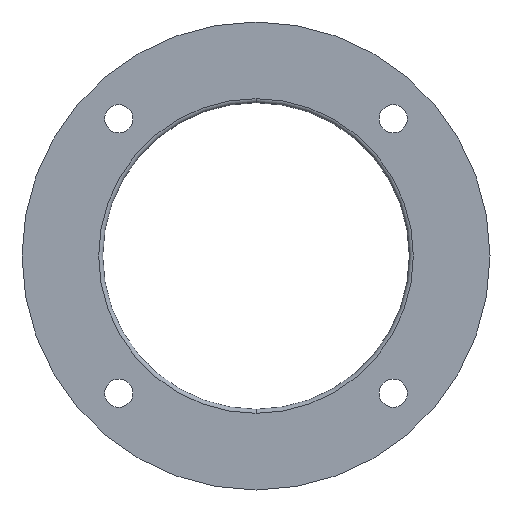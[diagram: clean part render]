
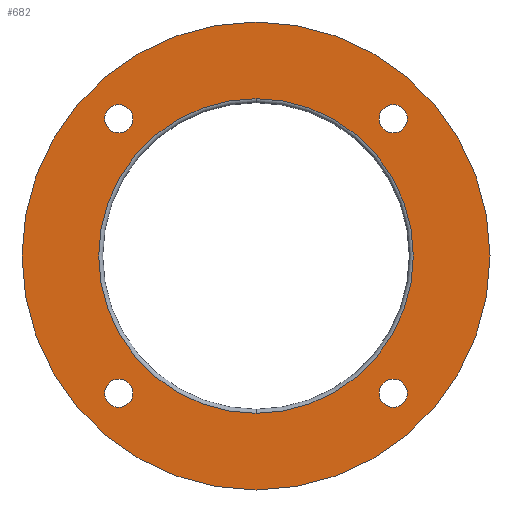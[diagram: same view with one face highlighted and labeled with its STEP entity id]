
A CAD part, front view. The second image highlights one B-rep face of the part: STEP entity #682.
In plain terms, the highlighted planar face has unit normal (0, -1, 0).
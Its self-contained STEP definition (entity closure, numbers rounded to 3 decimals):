
#3 = DIRECTION ( 'NONE',  ( 0., 1., 0. ) ) ;
#5 = VERTEX_POINT ( 'NONE', #403 ) ;
#8 = CIRCLE ( 'NONE', #204, 145. ) ;
#10 = CARTESIAN_POINT ( 'NONE',  ( 0., -15., 0. ) ) ;
#11 = EDGE_CURVE ( 'NONE', #374, #179, #54, .T. ) ;
#16 = CARTESIAN_POINT ( 'NONE',  ( 0., -15., 0. ) ) ;
#19 = EDGE_CURVE ( 'NONE', #315, #43, #8, .T. ) ;
#20 = DIRECTION ( 'NONE',  ( 0., 0., 1. ) ) ;
#29 = DIRECTION ( 'NONE',  ( 0., 0., 1. ) ) ;
#31 = DIRECTION ( 'NONE',  ( 0., 0., 1. ) ) ;
#33 = FACE_BOUND ( 'NONE', #538, .T. ) ;
#37 = ORIENTED_EDGE ( 'NONE', *, *, #62, .T. ) ;
#38 = PLANE ( 'NONE',  #668 ) ;
#39 = CARTESIAN_POINT ( 'NONE',  ( 0., -15., -97.5 ) ) ;
#42 = CARTESIAN_POINT ( 'NONE',  ( 0., -15., 97.5 ) ) ;
#43 = VERTEX_POINT ( 'NONE', #614 ) ;
#51 = CARTESIAN_POINT ( 'NONE',  ( 85., -15., 93.75 ) ) ;
#54 = CIRCLE ( 'NONE', #65, 8.75 ) ;
#56 = CARTESIAN_POINT ( 'NONE',  ( 85., -15., 85. ) ) ;
#57 = DIRECTION ( 'NONE',  ( 0., 1., 0. ) ) ;
#62 = EDGE_CURVE ( 'NONE', #484, #243, #141, .T. ) ;
#65 = AXIS2_PLACEMENT_3D ( 'NONE', #490, #628, #647 ) ;
#70 = DIRECTION ( 'NONE',  ( 0., 1., 0. ) ) ;
#85 = DIRECTION ( 'NONE',  ( 0., 0., 1. ) ) ;
#86 = AXIS2_PLACEMENT_3D ( 'NONE', #130, #671, #634 ) ;
#89 = CIRCLE ( 'NONE', #431, 97.5 ) ;
#101 = CARTESIAN_POINT ( 'NONE',  ( 85., -15., -85. ) ) ;
#105 = FACE_OUTER_BOUND ( 'NONE', #503, .T. ) ;
#110 = CARTESIAN_POINT ( 'NONE',  ( 0., -15., 0. ) ) ;
#114 = AXIS2_PLACEMENT_3D ( 'NONE', #170, #246, #644 ) ;
#117 = CIRCLE ( 'NONE', #86, 8.75 ) ;
#122 = CARTESIAN_POINT ( 'NONE',  ( 85., -15., 76.25 ) ) ;
#126 = ORIENTED_EDGE ( 'NONE', *, *, #11, .T. ) ;
#130 = CARTESIAN_POINT ( 'NONE',  ( -85., -15., -85. ) ) ;
#131 = VERTEX_POINT ( 'NONE', #182 ) ;
#140 = AXIS2_PLACEMENT_3D ( 'NONE', #101, #267, #227 ) ;
#141 = CIRCLE ( 'NONE', #114, 8.75 ) ;
#142 = ORIENTED_EDGE ( 'NONE', *, *, #276, .T. ) ;
#147 = CARTESIAN_POINT ( 'NONE',  ( 0., -15., 0. ) ) ;
#160 = FACE_BOUND ( 'NONE', #531, .T. ) ;
#170 = CARTESIAN_POINT ( 'NONE',  ( 85., -15., 85. ) ) ;
#171 = CARTESIAN_POINT ( 'NONE',  ( -85., -15., 85. ) ) ;
#177 = DIRECTION ( 'NONE',  ( 0., 1., 0. ) ) ;
#179 = VERTEX_POINT ( 'NONE', #347 ) ;
#182 = CARTESIAN_POINT ( 'NONE',  ( -85., -15., 76.25 ) ) ;
#184 = DIRECTION ( 'NONE',  ( 0., 1., 0. ) ) ;
#198 = CIRCLE ( 'NONE', #449, 8.75 ) ;
#199 = CIRCLE ( 'NONE', #588, 97.5 ) ;
#204 = AXIS2_PLACEMENT_3D ( 'NONE', #16, #3, #520 ) ;
#223 = CARTESIAN_POINT ( 'NONE',  ( 0., -15., 145. ) ) ;
#227 = DIRECTION ( 'NONE',  ( 0., 0., 1. ) ) ;
#234 = DIRECTION ( 'NONE',  ( 0., 0., 1. ) ) ;
#239 = CIRCLE ( 'NONE', #140, 8.75 ) ;
#243 = VERTEX_POINT ( 'NONE', #122 ) ;
#246 = DIRECTION ( 'NONE',  ( 0., 1., 0. ) ) ;
#247 = CIRCLE ( 'NONE', #338, 8.75 ) ;
#253 = DIRECTION ( 'NONE',  ( 0., 0., 1. ) ) ;
#259 = CARTESIAN_POINT ( 'NONE',  ( 0., -15., 0. ) ) ;
#260 = CIRCLE ( 'NONE', #609, 8.75 ) ;
#267 = DIRECTION ( 'NONE',  ( 0., 1., 0. ) ) ;
#268 = VERTEX_POINT ( 'NONE', #620 ) ;
#276 = EDGE_CURVE ( 'NONE', #268, #627, #247, .T. ) ;
#286 = ORIENTED_EDGE ( 'NONE', *, *, #615, .T. ) ;
#291 = DIRECTION ( 'NONE',  ( 0., 0., 1. ) ) ;
#303 = EDGE_LOOP ( 'NONE', ( #343, #37 ) ) ;
#315 = VERTEX_POINT ( 'NONE', #223 ) ;
#321 = VERTEX_POINT ( 'NONE', #42 ) ;
#338 = AXIS2_PLACEMENT_3D ( 'NONE', #695, #184, #664 ) ;
#342 = CARTESIAN_POINT ( 'NONE',  ( -85., -15., 85. ) ) ;
#343 = ORIENTED_EDGE ( 'NONE', *, *, #507, .T. ) ;
#347 = CARTESIAN_POINT ( 'NONE',  ( 85., -15., -93.75 ) ) ;
#364 = FACE_BOUND ( 'NONE', #447, .T. ) ;
#365 = EDGE_CURVE ( 'NONE', #480, #321, #199, .T. ) ;
#374 = VERTEX_POINT ( 'NONE', #516 ) ;
#387 = EDGE_CURVE ( 'NONE', #43, #315, #720, .T. ) ;
#403 = CARTESIAN_POINT ( 'NONE',  ( -85., -15., 93.75 ) ) ;
#418 = ORIENTED_EDGE ( 'NONE', *, *, #450, .T. ) ;
#431 = AXIS2_PLACEMENT_3D ( 'NONE', #259, #177, #291 ) ;
#434 = DIRECTION ( 'NONE',  ( 0., 1., 0. ) ) ;
#447 = EDGE_LOOP ( 'NONE', ( #711, #286 ) ) ;
#449 = AXIS2_PLACEMENT_3D ( 'NONE', #171, #70, #234 ) ;
#450 = EDGE_CURVE ( 'NONE', #321, #480, #89, .T. ) ;
#465 = DIRECTION ( 'NONE',  ( 0., 1., 0. ) ) ;
#470 = EDGE_CURVE ( 'NONE', #131, #5, #260, .T. ) ;
#480 = VERTEX_POINT ( 'NONE', #39 ) ;
#484 = VERTEX_POINT ( 'NONE', #51 ) ;
#487 = ORIENTED_EDGE ( 'NONE', *, *, #539, .T. ) ;
#490 = CARTESIAN_POINT ( 'NONE',  ( 85., -15., -85. ) ) ;
#503 = EDGE_LOOP ( 'NONE', ( #569, #630 ) ) ;
#507 = EDGE_CURVE ( 'NONE', #243, #484, #692, .T. ) ;
#511 = FACE_BOUND ( 'NONE', #651, .T. ) ;
#516 = CARTESIAN_POINT ( 'NONE',  ( 85., -15., -76.25 ) ) ;
#519 = FACE_BOUND ( 'NONE', #303, .T. ) ;
#520 = DIRECTION ( 'NONE',  ( 0., 0., 1. ) ) ;
#531 = EDGE_LOOP ( 'NONE', ( #142, #554 ) ) ;
#538 = EDGE_LOOP ( 'NONE', ( #487, #126 ) ) ;
#539 = EDGE_CURVE ( 'NONE', #179, #374, #239, .T. ) ;
#541 = DIRECTION ( 'NONE',  ( 0., 1., 0. ) ) ;
#554 = ORIENTED_EDGE ( 'NONE', *, *, #724, .T. ) ;
#569 = ORIENTED_EDGE ( 'NONE', *, *, #387, .F. ) ;
#588 = AXIS2_PLACEMENT_3D ( 'NONE', #10, #434, #20 ) ;
#594 = DIRECTION ( 'NONE',  ( 0., 1., 0. ) ) ;
#609 = AXIS2_PLACEMENT_3D ( 'NONE', #342, #57, #29 ) ;
#614 = CARTESIAN_POINT ( 'NONE',  ( 0., -15., -145. ) ) ;
#615 = EDGE_CURVE ( 'NONE', #5, #131, #198, .T. ) ;
#620 = CARTESIAN_POINT ( 'NONE',  ( -85., -15., -93.75 ) ) ;
#627 = VERTEX_POINT ( 'NONE', #697 ) ;
#628 = DIRECTION ( 'NONE',  ( 0., 1., 0. ) ) ;
#630 = ORIENTED_EDGE ( 'NONE', *, *, #19, .F. ) ;
#634 = DIRECTION ( 'NONE',  ( 0., 0., 1. ) ) ;
#644 = DIRECTION ( 'NONE',  ( 0., 0., 1. ) ) ;
#647 = DIRECTION ( 'NONE',  ( 0., 0., 1. ) ) ;
#651 = EDGE_LOOP ( 'NONE', ( #694, #418 ) ) ;
#664 = DIRECTION ( 'NONE',  ( 0., 0., 1. ) ) ;
#668 = AXIS2_PLACEMENT_3D ( 'NONE', #110, #594, #31 ) ;
#671 = DIRECTION ( 'NONE',  ( 0., 1., 0. ) ) ;
#672 = AXIS2_PLACEMENT_3D ( 'NONE', #56, #541, #253 ) ;
#682 = ADVANCED_FACE ( 'NONE', ( #105, #511, #160, #33, #519, #364 ), #38, .F. ) ;
#692 = CIRCLE ( 'NONE', #672, 8.75 ) ;
#694 = ORIENTED_EDGE ( 'NONE', *, *, #365, .T. ) ;
#695 = CARTESIAN_POINT ( 'NONE',  ( -85., -15., -85. ) ) ;
#697 = CARTESIAN_POINT ( 'NONE',  ( -85., -15., -76.25 ) ) ;
#710 = AXIS2_PLACEMENT_3D ( 'NONE', #147, #465, #85 ) ;
#711 = ORIENTED_EDGE ( 'NONE', *, *, #470, .T. ) ;
#720 = CIRCLE ( 'NONE', #710, 145. ) ;
#724 = EDGE_CURVE ( 'NONE', #627, #268, #117, .T. ) ;
